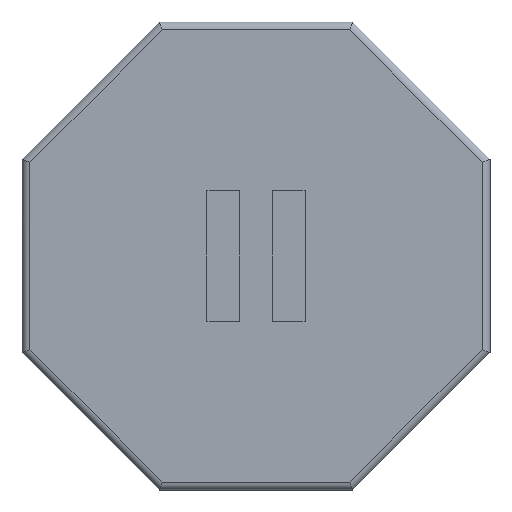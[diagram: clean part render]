
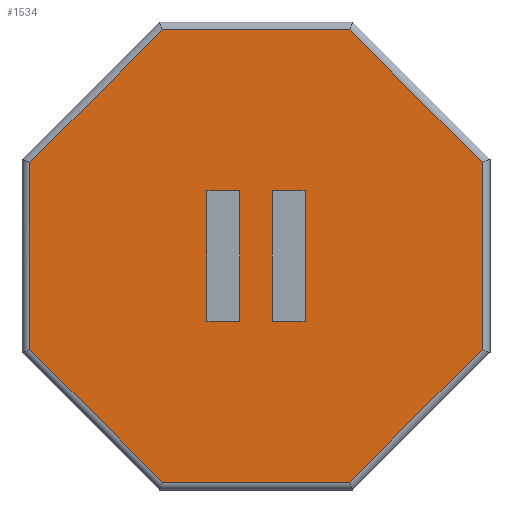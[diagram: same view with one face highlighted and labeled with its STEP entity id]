
A CAD part, front view. The second image highlights one B-rep face of the part: STEP entity #1534.
In plain terms, the highlighted planar face has unit normal (0, -1, 0).
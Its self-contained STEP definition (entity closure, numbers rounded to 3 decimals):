
#35=FACE_BOUND('',#244,.T.);
#36=FACE_BOUND('',#245,.T.);
#79=PLANE('',#1653);
#153=FACE_OUTER_BOUND('',#243,.T.);
#243=EDGE_LOOP('',(#1233,#1234,#1235,#1236,#1237,#1238,#1239,#1240));
#244=EDGE_LOOP('',(#1241,#1242,#1243,#1244));
#245=EDGE_LOOP('',(#1245,#1246,#1247,#1248));
#383=LINE('',#2303,#572);
#385=LINE('',#2311,#574);
#388=LINE('',#2322,#577);
#389=LINE('',#2325,#578);
#392=LINE('',#2331,#581);
#394=LINE('',#2337,#583);
#396=LINE('',#2343,#585);
#398=LINE('',#2347,#587);
#408=LINE('',#2369,#597);
#409=LINE('',#2371,#598);
#410=LINE('',#2373,#599);
#411=LINE('',#2374,#600);
#412=LINE('',#2377,#601);
#413=LINE('',#2379,#602);
#414=LINE('',#2381,#603);
#415=LINE('',#2382,#604);
#572=VECTOR('',#1860,10.);
#574=VECTOR('',#1868,10.);
#577=VECTOR('',#1877,10.);
#578=VECTOR('',#1882,10.);
#581=VECTOR('',#1887,10.);
#583=VECTOR('',#1893,10.);
#585=VECTOR('',#1899,10.);
#587=VECTOR('',#1905,10.);
#597=VECTOR('',#1925,10.);
#598=VECTOR('',#1926,10.);
#599=VECTOR('',#1927,10.);
#600=VECTOR('',#1928,10.);
#601=VECTOR('',#1929,10.);
#602=VECTOR('',#1930,10.);
#603=VECTOR('',#1931,10.);
#604=VECTOR('',#1932,10.);
#748=VERTEX_POINT('',#2301);
#749=VERTEX_POINT('',#2302);
#752=VERTEX_POINT('',#2310);
#756=VERTEX_POINT('',#2319);
#757=VERTEX_POINT('',#2321);
#759=VERTEX_POINT('',#2330);
#761=VERTEX_POINT('',#2336);
#763=VERTEX_POINT('',#2342);
#769=VERTEX_POINT('',#2367);
#770=VERTEX_POINT('',#2368);
#771=VERTEX_POINT('',#2370);
#772=VERTEX_POINT('',#2372);
#773=VERTEX_POINT('',#2375);
#774=VERTEX_POINT('',#2376);
#775=VERTEX_POINT('',#2378);
#776=VERTEX_POINT('',#2380);
#911=EDGE_CURVE('',#748,#749,#383,.T.);
#915=EDGE_CURVE('',#749,#752,#385,.T.);
#920=EDGE_CURVE('',#756,#757,#388,.T.);
#922=EDGE_CURVE('',#752,#756,#389,.T.);
#925=EDGE_CURVE('',#757,#759,#392,.T.);
#928=EDGE_CURVE('',#759,#761,#394,.T.);
#931=EDGE_CURVE('',#761,#763,#396,.T.);
#934=EDGE_CURVE('',#763,#748,#398,.T.);
#944=EDGE_CURVE('',#769,#770,#408,.T.);
#945=EDGE_CURVE('',#770,#771,#409,.T.);
#946=EDGE_CURVE('',#771,#772,#410,.T.);
#947=EDGE_CURVE('',#772,#769,#411,.T.);
#948=EDGE_CURVE('',#773,#774,#412,.T.);
#949=EDGE_CURVE('',#774,#775,#413,.T.);
#950=EDGE_CURVE('',#775,#776,#414,.T.);
#951=EDGE_CURVE('',#776,#773,#415,.T.);
#1233=ORIENTED_EDGE('',*,*,#920,.F.);
#1234=ORIENTED_EDGE('',*,*,#922,.F.);
#1235=ORIENTED_EDGE('',*,*,#915,.F.);
#1236=ORIENTED_EDGE('',*,*,#911,.F.);
#1237=ORIENTED_EDGE('',*,*,#934,.F.);
#1238=ORIENTED_EDGE('',*,*,#931,.F.);
#1239=ORIENTED_EDGE('',*,*,#928,.F.);
#1240=ORIENTED_EDGE('',*,*,#925,.F.);
#1241=ORIENTED_EDGE('',*,*,#944,.T.);
#1242=ORIENTED_EDGE('',*,*,#945,.T.);
#1243=ORIENTED_EDGE('',*,*,#946,.T.);
#1244=ORIENTED_EDGE('',*,*,#947,.T.);
#1245=ORIENTED_EDGE('',*,*,#948,.T.);
#1246=ORIENTED_EDGE('',*,*,#949,.T.);
#1247=ORIENTED_EDGE('',*,*,#950,.T.);
#1248=ORIENTED_EDGE('',*,*,#951,.T.);
#1534=ADVANCED_FACE('',(#153,#35,#36),#79,.F.);
#1653=AXIS2_PLACEMENT_3D('',#2366,#1923,#1924);
#1860=DIRECTION('',(-1.,0.,0.));
#1868=DIRECTION('',(-0.707,0.,0.707));
#1877=DIRECTION('',(0.707,0.,0.707));
#1882=DIRECTION('',(0.,0.,1.));
#1887=DIRECTION('',(1.,0.,0.));
#1893=DIRECTION('',(0.707,0.,-0.707));
#1899=DIRECTION('',(0.,0.,-1.));
#1905=DIRECTION('',(-0.707,0.,-0.707));
#1923=DIRECTION('center_axis',(0.,1.,0.));
#1924=DIRECTION('ref_axis',(0.,0.,1.));
#1925=DIRECTION('',(1.,0.,0.));
#1926=DIRECTION('',(0.,0.,-1.));
#1927=DIRECTION('',(-1.,0.,0.));
#1928=DIRECTION('',(0.,0.,1.));
#1929=DIRECTION('',(1.,0.,0.));
#1930=DIRECTION('',(0.,0.,-1.));
#1931=DIRECTION('',(-1.,0.,0.));
#1932=DIRECTION('',(0.,0.,1.));
#2301=CARTESIAN_POINT('',(14.328,0.,-34.592));
#2302=CARTESIAN_POINT('',(-14.328,0.,-34.592));
#2303=CARTESIAN_POINT('',(7.413,0.,-34.592));
#2310=CARTESIAN_POINT('',(-34.592,0.,-14.328));
#2311=CARTESIAN_POINT('',(-19.219,0.,-29.702));
#2319=CARTESIAN_POINT('',(-34.592,0.,14.328));
#2321=CARTESIAN_POINT('',(-14.328,0.,34.592));
#2322=CARTESIAN_POINT('',(-29.702,0.,19.219));
#2325=CARTESIAN_POINT('',(-34.592,0.,-7.413));
#2330=CARTESIAN_POINT('',(14.328,0.,34.592));
#2331=CARTESIAN_POINT('',(-7.413,0.,34.592));
#2336=CARTESIAN_POINT('',(34.592,0.,14.328));
#2337=CARTESIAN_POINT('',(19.219,0.,29.702));
#2342=CARTESIAN_POINT('',(34.592,0.,-14.328));
#2343=CARTESIAN_POINT('',(34.592,0.,7.413));
#2347=CARTESIAN_POINT('',(29.702,0.,-19.219));
#2366=CARTESIAN_POINT('Origin',(0.,0.,0.));
#2367=CARTESIAN_POINT('',(2.5,0.,10.));
#2368=CARTESIAN_POINT('',(7.5,0.,10.));
#2369=CARTESIAN_POINT('',(3.75,0.,10.));
#2370=CARTESIAN_POINT('',(7.5,0.,-10.));
#2371=CARTESIAN_POINT('',(7.5,0.,-5.));
#2372=CARTESIAN_POINT('',(2.5,0.,-10.));
#2373=CARTESIAN_POINT('',(1.25,0.,-10.));
#2374=CARTESIAN_POINT('',(2.5,0.,5.));
#2375=CARTESIAN_POINT('',(-7.5,0.,10.));
#2376=CARTESIAN_POINT('',(-2.5,0.,10.));
#2377=CARTESIAN_POINT('',(-1.25,0.,10.));
#2378=CARTESIAN_POINT('',(-2.5,0.,-10.));
#2379=CARTESIAN_POINT('',(-2.5,0.,-5.));
#2380=CARTESIAN_POINT('',(-7.5,0.,-10.));
#2381=CARTESIAN_POINT('',(-3.75,0.,-10.));
#2382=CARTESIAN_POINT('',(-7.5,0.,5.));
